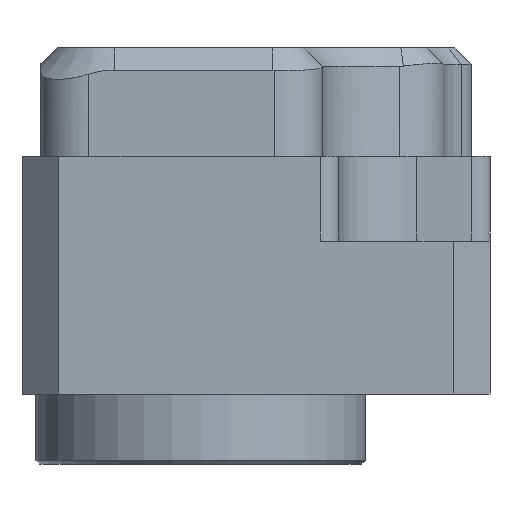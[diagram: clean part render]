
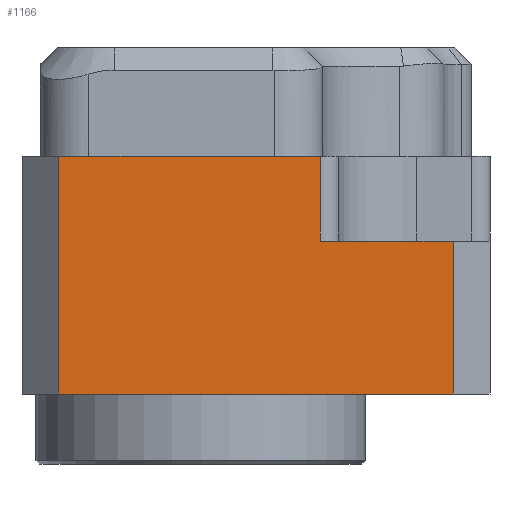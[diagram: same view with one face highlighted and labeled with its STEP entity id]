
A CAD part, front view. The second image highlights one B-rep face of the part: STEP entity #1166.
In plain terms, the highlighted planar face has unit normal (0, -1, 0).
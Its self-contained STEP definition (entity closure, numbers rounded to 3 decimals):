
#1166=ADVANCED_FACE('',(#2810),#2057,.T.);
#2057=PLANE('',#18268);
#2810=FACE_OUTER_BOUND('',#3769,.T.);
#3769=EDGE_LOOP('',(#6334,#6335,#6336,#6337,#6338,#6339));
#6334=ORIENTED_EDGE('',*,*,#12853,.T.);
#6335=ORIENTED_EDGE('',*,*,#12854,.T.);
#6336=ORIENTED_EDGE('',*,*,#12855,.F.);
#6337=ORIENTED_EDGE('',*,*,#12856,.T.);
#6338=ORIENTED_EDGE('',*,*,#12797,.T.);
#6339=ORIENTED_EDGE('',*,*,#12857,.T.);
#10955=VERTEX_POINT('',#24443);
#10956=VERTEX_POINT('',#24445);
#11001=VERTEX_POINT('',#24565);
#11002=VERTEX_POINT('',#24566);
#11003=VERTEX_POINT('',#24568);
#11004=VERTEX_POINT('',#24570);
#12797=EDGE_CURVE('',#10956,#10955,#15162,.T.);
#12853=EDGE_CURVE('',#11001,#11002,#15198,.T.);
#12854=EDGE_CURVE('',#11002,#11003,#15199,.T.);
#12855=EDGE_CURVE('',#11004,#11003,#15200,.T.);
#12856=EDGE_CURVE('',#11004,#10956,#15201,.T.);
#12857=EDGE_CURVE('',#10955,#11001,#15202,.T.);
#15162=LINE('',#24444,#16636);
#15198=LINE('',#24564,#16672);
#15199=LINE('',#24567,#16673);
#15200=LINE('',#24569,#16674);
#15201=LINE('',#24571,#16675);
#15202=LINE('',#24572,#16676);
#16636=VECTOR('',#20154,1.);
#16672=VECTOR('',#20250,1.);
#16673=VECTOR('',#20251,1.);
#16674=VECTOR('',#20252,1.);
#16675=VECTOR('',#20253,1.);
#16676=VECTOR('',#20254,1.);
#18268=AXIS2_PLACEMENT_3D('',#24573,#20255,#20256);
#20154=DIRECTION('',(-1.,0.,0.));
#20250=DIRECTION('',(1.,0.,0.));
#20251=DIRECTION('',(0.,0.,1.));
#20252=DIRECTION('',(1.,0.,0.));
#20253=DIRECTION('',(0.,0.,1.));
#20254=DIRECTION('',(0.,0.,-1.));
#20255=DIRECTION('',(0.,-1.,0.));
#20256=DIRECTION('',(0.,0.,-1.));
#24443=CARTESIAN_POINT('',(1.,0.,56.45));
#24444=CARTESIAN_POINT('',(6.35,0.,56.45));
#24445=CARTESIAN_POINT('',(8.1,0.,56.45));
#24564=CARTESIAN_POINT('',(6.35,0.,50.));
#24565=CARTESIAN_POINT('',(1.,0.,50.));
#24566=CARTESIAN_POINT('',(11.7,0.,50.));
#24567=CARTESIAN_POINT('',(11.7,0.,50.));
#24568=CARTESIAN_POINT('',(11.7,0.,54.15));
#24569=CARTESIAN_POINT('',(8.6,0.,54.15));
#24570=CARTESIAN_POINT('',(8.1,0.,54.15));
#24571=CARTESIAN_POINT('',(8.1,0.,56.45));
#24572=CARTESIAN_POINT('',(1.,0.,50.));
#24573=CARTESIAN_POINT('',(6.35,0.,50.));
